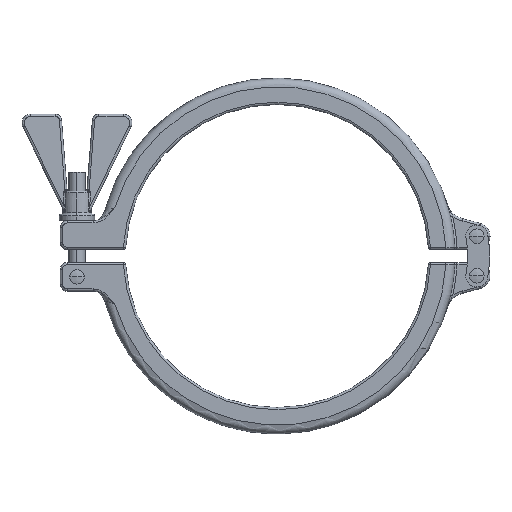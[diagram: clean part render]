
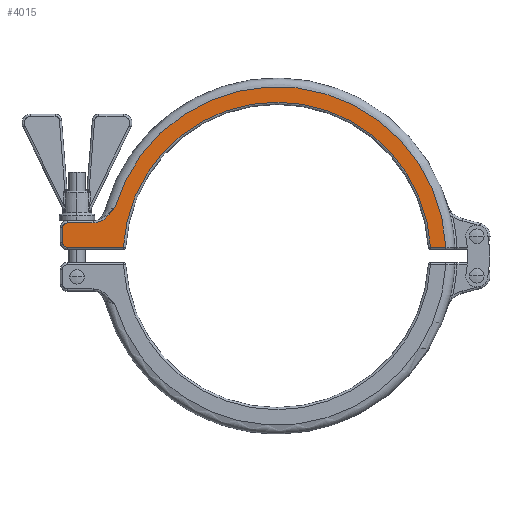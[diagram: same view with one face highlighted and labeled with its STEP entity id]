
A CAD part, top view. The second image highlights one B-rep face of the part: STEP entity #4015.
In plain terms, the highlighted planar face has unit normal (0, 0, 1).
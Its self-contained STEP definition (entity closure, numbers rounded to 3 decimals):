
#75 = DIRECTION ( 'NONE',  ( 1., 0., 0. ) ) ;
#152 = CARTESIAN_POINT ( 'NONE',  ( -82.589, 15.054, 9.5 ) ) ;
#529 = CARTESIAN_POINT ( 'NONE',  ( -83.645, 15., 9.5 ) ) ;
#560 = DIRECTION ( 'NONE',  ( 0., -1., 0. ) ) ;
#707 = CIRCLE ( 'NONE', #11720, 2. ) ;
#763 = CARTESIAN_POINT ( 'NONE',  ( -69.836, 4., 9.5 ) ) ;
#867 = DIRECTION ( 'NONE',  ( 1., 0., 0. ) ) ;
#936 = EDGE_CURVE ( 'NONE', #14196, #12671, #9092, .T. ) ;
#1059 = ORIENTED_EDGE ( 'NONE', *, *, #4707, .T. ) ;
#1167 = CARTESIAN_POINT ( 'NONE',  ( -81.563, 15.274, 9.5 ) ) ;
#1315 = CARTESIAN_POINT ( 'NONE',  ( -73.738, 22., 9.5 ) ) ;
#1578 = B_SPLINE_CURVE_WITH_KNOTS ( 'NONE', 3,
 ( #1315, #8476, #13257, #9796, #8395, #2352, #2433, #7070, #7149, #11909, #14517, #1167, #2585, #152, #8551, #12062 ),
 .UNSPECIFIED., .F., .F.,
 ( 4, 2, 2, 2, 2, 2, 2, 4 ),
 ( 0., 0.003, 0.006, 0.008, 0.009, 0.01, 0.011, 0.013 ),
 .UNSPECIFIED. ) ;
#1950 = LINE ( 'NONE', #9008, #9978 ) ;
#2043 = CARTESIAN_POINT ( 'NONE',  ( -73.738, 22., 9.5 ) ) ;
#2055 = CARTESIAN_POINT ( 'NONE',  ( 0., 0., 9.5 ) ) ;
#2088 = DIRECTION ( 'NONE',  ( 1., 0., 0. ) ) ;
#2352 = CARTESIAN_POINT ( 'NONE',  ( -78.27, 16.916, 9.5 ) ) ;
#2433 = CARTESIAN_POINT ( 'NONE',  ( -78.702, 16.602, 9.5 ) ) ;
#2585 = CARTESIAN_POINT ( 'NONE',  ( -81.818, 15.21, 9.5 ) ) ;
#2655 = VERTEX_POINT ( 'NONE', #8874 ) ;
#2762 = VECTOR ( 'NONE', #4916, 1000. ) ;
#2823 = AXIS2_PLACEMENT_3D ( 'NONE', #13784, #3035, #2088 ) ;
#3020 = ORIENTED_EDGE ( 'NONE', *, *, #13927, .T. ) ;
#3035 = DIRECTION ( 'NONE',  ( 0., 0., -1. ) ) ;
#3047 = DIRECTION ( 'NONE',  ( 1., 0., 0. ) ) ;
#3416 = CARTESIAN_POINT ( 'NONE',  ( 69.836, 4., 9.5 ) ) ;
#4002 = ORIENTED_EDGE ( 'NONE', *, *, #936, .T. ) ;
#4015 = ADVANCED_FACE ( 'NONE', ( #10736 ), #9493, .T. ) ;
#4256 = EDGE_LOOP ( 'NONE', ( #4002, #12605, #11338, #13229, #1059, #8353, #13576, #12973, #3020 ) ) ;
#4317 = CARTESIAN_POINT ( 'NONE',  ( -95.45, 13., 9.5 ) ) ;
#4707 = EDGE_CURVE ( 'NONE', #9479, #8643, #9683, .T. ) ;
#4875 = AXIS2_PLACEMENT_3D ( 'NONE', #4317, #14125, #13967 ) ;
#4916 = DIRECTION ( 'NONE',  ( -1., 0., 0. ) ) ;
#5041 = CARTESIAN_POINT ( 'NONE',  ( -97.45, 6., 9.5 ) ) ;
#5444 = VERTEX_POINT ( 'NONE', #763 ) ;
#5712 = DIRECTION ( 'NONE',  ( 0., 0., 1. ) ) ;
#6267 = EDGE_CURVE ( 'NONE', #8643, #13738, #707, .T. ) ;
#7070 = CARTESIAN_POINT ( 'NONE',  ( -79.601, 16.052, 9.5 ) ) ;
#7082 = DIRECTION ( 'NONE',  ( 0., 0., 1. ) ) ;
#7149 = CARTESIAN_POINT ( 'NONE',  ( -80.069, 15.812, 9.5 ) ) ;
#7333 = AXIS2_PLACEMENT_3D ( 'NONE', #2055, #7082, #867 ) ;
#7387 = EDGE_CURVE ( 'NONE', #15520, #2655, #7438, .T. ) ;
#7438 = LINE ( 'NONE', #8537, #2762 ) ;
#8163 = EDGE_CURVE ( 'NONE', #13738, #5444, #1950, .T. ) ;
#8353 = ORIENTED_EDGE ( 'NONE', *, *, #6267, .T. ) ;
#8395 = CARTESIAN_POINT ( 'NONE',  ( -77.053, 17.924, 9.5 ) ) ;
#8476 = CARTESIAN_POINT ( 'NONE',  ( -74.368, 21.155, 9.5 ) ) ;
#8537 = CARTESIAN_POINT ( 'NONE',  ( -95.45, 15., 9.5 ) ) ;
#8551 = CARTESIAN_POINT ( 'NONE',  ( -83.112, 15., 9.5 ) ) ;
#8643 = VERTEX_POINT ( 'NONE', #8957 ) ;
#8874 = CARTESIAN_POINT ( 'NONE',  ( -95.45, 15., 9.5 ) ) ;
#8951 = VECTOR ( 'NONE', #560, 1000. ) ;
#8957 = CARTESIAN_POINT ( 'NONE',  ( -97.45, 6., 9.5 ) ) ;
#9008 = CARTESIAN_POINT ( 'NONE',  ( -68.885, 4., 9.5 ) ) ;
#9092 = CIRCLE ( 'NONE', #7333, 76.95 ) ;
#9415 = CARTESIAN_POINT ( 'NONE',  ( -95.45, 4., 9.5 ) ) ;
#9479 = VERTEX_POINT ( 'NONE', #12291 ) ;
#9493 = PLANE ( 'NONE',  #11674 ) ;
#9683 = LINE ( 'NONE', #5041, #8951 ) ;
#9718 = LINE ( 'NONE', #13096, #15423 ) ;
#9796 = CARTESIAN_POINT ( 'NONE',  ( -76.337, 18.689, 9.5 ) ) ;
#9978 = VECTOR ( 'NONE', #3047, 1000. ) ;
#10489 = DIRECTION ( 'NONE',  ( 1., 0., 0. ) ) ;
#10618 = EDGE_CURVE ( 'NONE', #5444, #12968, #14843, .T. ) ;
#10736 = FACE_OUTER_BOUND ( 'NONE', #4256, .T. ) ;
#11338 = ORIENTED_EDGE ( 'NONE', *, *, #7387, .T. ) ;
#11660 = CARTESIAN_POINT ( 'NONE',  ( -95.45, 6., 9.5 ) ) ;
#11674 = AXIS2_PLACEMENT_3D ( 'NONE', #13100, #14358, #75 ) ;
#11720 = AXIS2_PLACEMENT_3D ( 'NONE', #11660, #5712, #10489 ) ;
#11909 = CARTESIAN_POINT ( 'NONE',  ( -80.805, 15.515, 9.5 ) ) ;
#12062 = CARTESIAN_POINT ( 'NONE',  ( -83.645, 15., 9.5 ) ) ;
#12291 = CARTESIAN_POINT ( 'NONE',  ( -97.45, 13., 9.5 ) ) ;
#12605 = ORIENTED_EDGE ( 'NONE', *, *, #13974, .T. ) ;
#12671 = VERTEX_POINT ( 'NONE', #2043 ) ;
#12968 = VERTEX_POINT ( 'NONE', #3416 ) ;
#12973 = ORIENTED_EDGE ( 'NONE', *, *, #10618, .T. ) ;
#13096 = CARTESIAN_POINT ( 'NONE',  ( 76.891, 4., 9.5 ) ) ;
#13100 = CARTESIAN_POINT ( 'NONE',  ( 0., 0., 9.5 ) ) ;
#13229 = ORIENTED_EDGE ( 'NONE', *, *, #13832, .T. ) ;
#13257 = CARTESIAN_POINT ( 'NONE',  ( -74.995, 20.305, 9.5 ) ) ;
#13576 = ORIENTED_EDGE ( 'NONE', *, *, #8163, .T. ) ;
#13738 = VERTEX_POINT ( 'NONE', #9415 ) ;
#13784 = CARTESIAN_POINT ( 'NONE',  ( 0., 0., 9.5 ) ) ;
#13832 = EDGE_CURVE ( 'NONE', #2655, #9479, #14677, .T. ) ;
#13927 = EDGE_CURVE ( 'NONE', #12968, #14196, #9718, .T. ) ;
#13967 = DIRECTION ( 'NONE',  ( 1., 0., 0. ) ) ;
#13974 = EDGE_CURVE ( 'NONE', #12671, #15520, #1578, .T. ) ;
#14104 = CARTESIAN_POINT ( 'NONE',  ( 76.846, 4., 9.5 ) ) ;
#14125 = DIRECTION ( 'NONE',  ( 0., 0., 1. ) ) ;
#14196 = VERTEX_POINT ( 'NONE', #14104 ) ;
#14358 = DIRECTION ( 'NONE',  ( 0., 0., 1. ) ) ;
#14517 = CARTESIAN_POINT ( 'NONE',  ( -81.057, 15.426, 9.5 ) ) ;
#14677 = CIRCLE ( 'NONE', #4875, 2. ) ;
#14843 = CIRCLE ( 'NONE', #2823, 69.95 ) ;
#15423 = VECTOR ( 'NONE', #15470, 1000. ) ;
#15470 = DIRECTION ( 'NONE',  ( 1., 0., 0. ) ) ;
#15520 = VERTEX_POINT ( 'NONE', #529 ) ;
